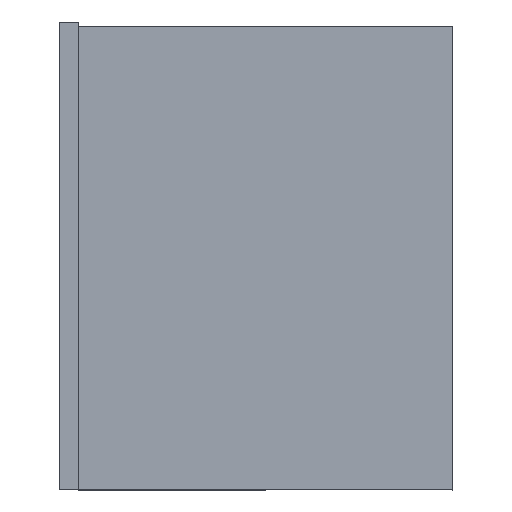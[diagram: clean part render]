
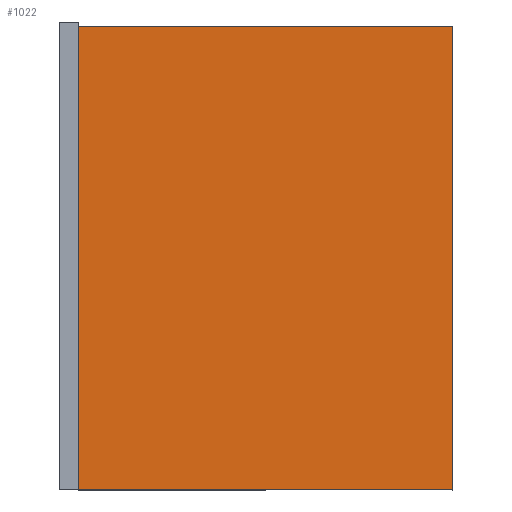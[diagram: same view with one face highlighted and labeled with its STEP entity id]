
A CAD part, left-side view. The second image highlights one B-rep face of the part: STEP entity #1022.
In plain terms, the highlighted face is planar.
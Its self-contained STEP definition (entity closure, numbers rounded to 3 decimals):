
#28 = VERTEX_POINT ( 'NONE', #3428 ) ;
#99 = VERTEX_POINT ( 'NONE', #2471 ) ;
#574 = LINE ( 'NONE', #2300, #1399 ) ;
#635 = VERTEX_POINT ( 'NONE', #1109 ) ;
#823 = ORIENTED_EDGE ( 'NONE', *, *, #3765, .T. ) ;
#836 = EDGE_CURVE ( 'NONE', #99, #28, #1397, .T. ) ;
#1022 = ADVANCED_FACE ( 'NONE', ( #2185 ), #2165, .F. ) ;
#1032 = DIRECTION ( 'NONE',  ( -1., 0., 0. ) ) ;
#1109 = CARTESIAN_POINT ( 'NONE',  ( 247.5, 200., 33. ) ) ;
#1114 = CARTESIAN_POINT ( 'NONE',  ( 247.5, 200., 33. ) ) ;
#1151 = DIRECTION ( 'NONE',  ( 0., 0., -1. ) ) ;
#1397 = LINE ( 'NONE', #3811, #2810 ) ;
#1399 = VECTOR ( 'NONE', #3900, 1000. ) ;
#1424 = VERTEX_POINT ( 'NONE', #4076 ) ;
#1533 = DIRECTION ( 'NONE',  ( 0., 1., 0. ) ) ;
#1815 = DIRECTION ( 'NONE',  ( 0., -1., 0. ) ) ;
#2165 = PLANE ( 'NONE',  #2745 ) ;
#2185 = FACE_OUTER_BOUND ( 'NONE', #3523, .T. ) ;
#2194 = EDGE_CURVE ( 'NONE', #635, #99, #2318, .T. ) ;
#2300 = CARTESIAN_POINT ( 'NONE',  ( -247.5, -200., 33. ) ) ;
#2318 = LINE ( 'NONE', #2714, #3504 ) ;
#2393 = ORIENTED_EDGE ( 'NONE', *, *, #2847, .T. ) ;
#2446 = VECTOR ( 'NONE', #1533, 1000. ) ;
#2471 = CARTESIAN_POINT ( 'NONE',  ( -247.5, 200., 33. ) ) ;
#2689 = ORIENTED_EDGE ( 'NONE', *, *, #836, .T. ) ;
#2714 = CARTESIAN_POINT ( 'NONE',  ( -247.5, 200., 33. ) ) ;
#2745 = AXIS2_PLACEMENT_3D ( 'NONE', #3855, #1151, #3517 ) ;
#2810 = VECTOR ( 'NONE', #1815, 1000. ) ;
#2847 = EDGE_CURVE ( 'NONE', #1424, #635, #3150, .T. ) ;
#3150 = LINE ( 'NONE', #1114, #2446 ) ;
#3428 = CARTESIAN_POINT ( 'NONE',  ( -247.5, -200., 33. ) ) ;
#3504 = VECTOR ( 'NONE', #1032, 1000. ) ;
#3517 = DIRECTION ( 'NONE',  ( 1., 0., 0. ) ) ;
#3523 = EDGE_LOOP ( 'NONE', ( #2393, #4133, #2689, #823 ) ) ;
#3765 = EDGE_CURVE ( 'NONE', #28, #1424, #574, .T. ) ;
#3811 = CARTESIAN_POINT ( 'NONE',  ( -247.5, 200., 33. ) ) ;
#3855 = CARTESIAN_POINT ( 'NONE',  ( 0., 0., 33. ) ) ;
#3900 = DIRECTION ( 'NONE',  ( 1., 0., 0. ) ) ;
#4076 = CARTESIAN_POINT ( 'NONE',  ( 247.5, -200., 33. ) ) ;
#4133 = ORIENTED_EDGE ( 'NONE', *, *, #2194, .T. ) ;
